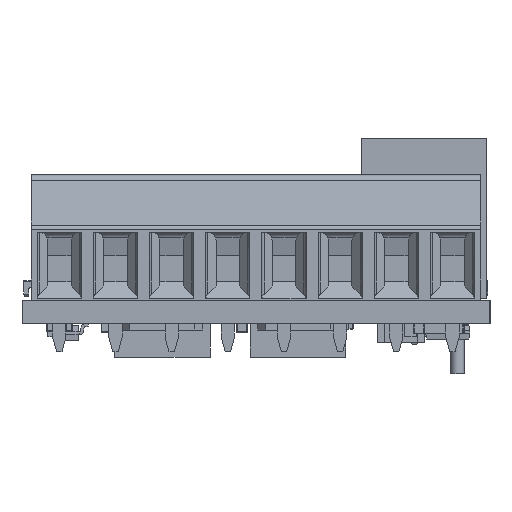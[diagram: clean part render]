
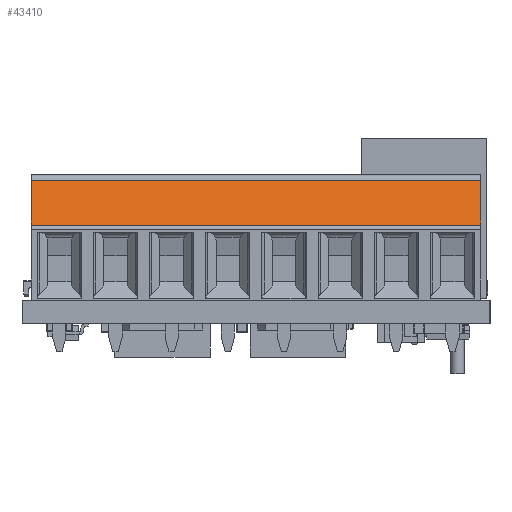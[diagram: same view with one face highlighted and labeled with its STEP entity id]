
A CAD part, left-side view. The second image highlights one B-rep face of the part: STEP entity #43410.
In plain terms, the highlighted face is planar.
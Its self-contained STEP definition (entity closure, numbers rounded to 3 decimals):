
#2719=PLANE('',#46718);
#4560=FACE_OUTER_BOUND('',#7072,.T.);
#7072=EDGE_LOOP('',(#31826,#31827,#31828,#31829));
#9462=LINE('',#62790,#14314);
#9927=LINE('',#64011,#14779);
#9928=LINE('',#64013,#14780);
#9929=LINE('',#64014,#14781);
#14314=VECTOR('',#50421,1.);
#14779=VECTOR('',#51616,1.);
#14780=VECTOR('',#51617,1.);
#14781=VECTOR('',#51618,1.);
#20405=VERTEX_POINT('',#62787);
#20406=VERTEX_POINT('',#62789);
#20797=VERTEX_POINT('',#64010);
#20798=VERTEX_POINT('',#64012);
#24421=EDGE_CURVE('',#20406,#20405,#9462,.T.);
#25019=EDGE_CURVE('',#20405,#20797,#9927,.T.);
#25020=EDGE_CURVE('',#20798,#20797,#9928,.T.);
#25021=EDGE_CURVE('',#20798,#20406,#9929,.T.);
#31826=ORIENTED_EDGE('',*,*,#25019,.T.);
#31827=ORIENTED_EDGE('',*,*,#25020,.F.);
#31828=ORIENTED_EDGE('',*,*,#25021,.T.);
#31829=ORIENTED_EDGE('',*,*,#24421,.T.);
#43410=ADVANCED_FACE('',(#4560),#2719,.T.);
#46718=AXIS2_PLACEMENT_3D('',#64009,#51614,#51615);
#50421=DIRECTION('',(0.259,-0.966,0.));
#51614=DIRECTION('center_axis',(0.966,0.259,0.));
#51615=DIRECTION('ref_axis',(-0.259,0.966,0.));
#51616=DIRECTION('',(0.,0.,-1.));
#51617=DIRECTION('',(0.259,-0.966,0.));
#51618=DIRECTION('',(0.,0.,1.));
#62787=CARTESIAN_POINT('',(-28.594,25.921,1.905));
#62789=CARTESIAN_POINT('',(-29.406,28.951,1.905));
#62790=CARTESIAN_POINT('',(-15.579,-22.654,1.905));
#64009=CARTESIAN_POINT('Origin',(-29.406,28.951,-15.24));
#64010=CARTESIAN_POINT('',(-28.594,25.921,-28.575));
#64011=CARTESIAN_POINT('',(-28.594,25.921,-27.86));
#64012=CARTESIAN_POINT('',(-29.406,28.951,-28.575));
#64013=CARTESIAN_POINT('',(-15.579,-22.654,-28.575));
#64014=CARTESIAN_POINT('',(-29.406,28.951,-19.36));
